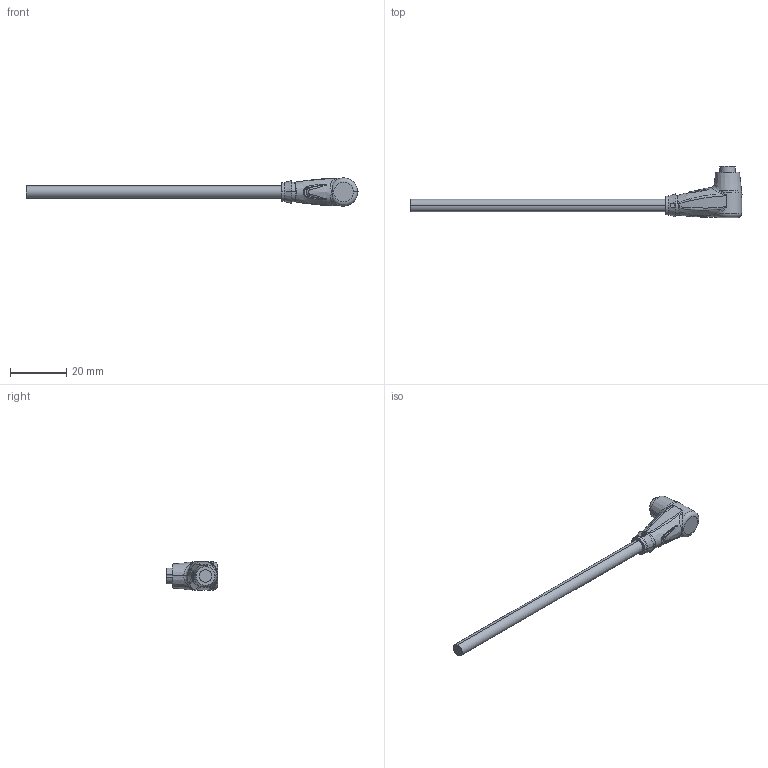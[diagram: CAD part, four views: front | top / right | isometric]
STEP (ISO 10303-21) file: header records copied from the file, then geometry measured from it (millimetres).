
FILE_DESCRIPTION((''),'2;1');
FILE_NAME('CAD-9192_SW0001','2024-09-26T14:51:50',('creinig-se'),(''),'CREO PARAMETRIC BY PTC INC, 2022284','CREO PARAMETRIC BY PTC INC, 2022284','');
FILE_SCHEMA(('CONFIG_CONTROL_DESIGN','SHAPE_APPEARANCE_LAYERS_GROUPS'));
Length unit declared in the file: millimetre
Products named in the file (1): CAD-9192_SW0001
Bounding box: 118.15 x 18.2 x 10 mm (x, y, z)
Volume: 3684.4 mm3; surface area: 2649 mm2
Topology: 1 solids, 1 shells, 298 faces, 757 edges, 478 vertices
Faces by surface type: plane 129, bspline 87, cylinder 54, torus 20, cone 8
Entity records: 19527 total; most frequent: CARTESIAN_POINT 10889, ORIENTED_EDGE 1512, DIRECTION 1087, EDGE_CURVE 756, VERTEX_POINT 478, AXIS2_PLACEMENT_3D 367, VECTOR 353, LINE 353
